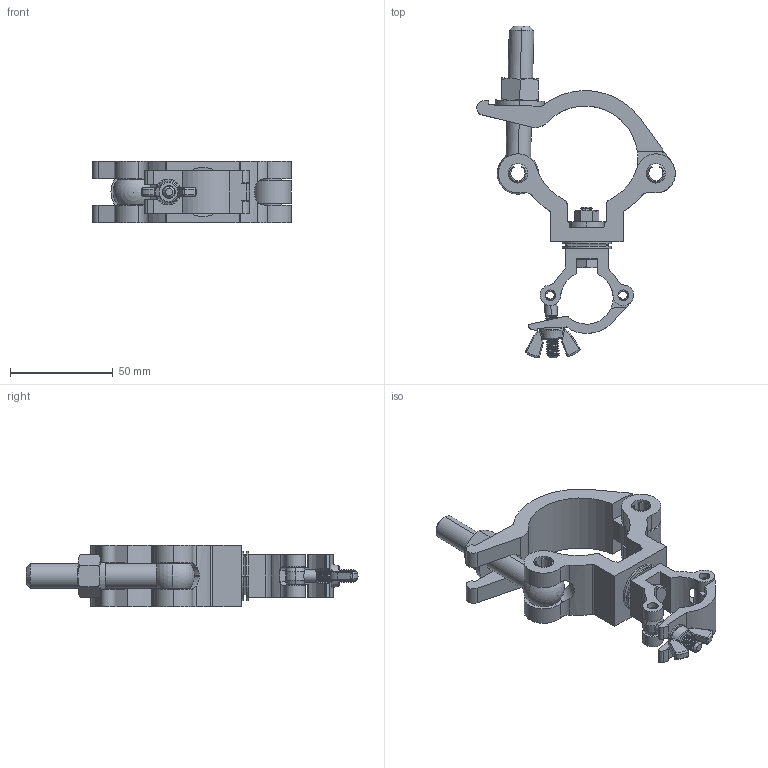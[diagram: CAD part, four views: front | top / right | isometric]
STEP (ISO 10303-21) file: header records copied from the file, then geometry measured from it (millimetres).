
FILE_DESCRIPTION (( 'STEP AP203' ), '1' );
FILE_NAME ('T63785.STEP', '2018-08-16T13:07:33', ( '' ), ( '' ), 'SwSTEP 2.0', 'SolidWorks 2016', '' );
FILE_SCHEMA (( 'CONFIG_CONTROL_DESIGN' ));
Length unit declared in the file: millimetre
Products named in the file (23): TH133; TH1748; TH566; TH257_TH384; T63785; Binx Nut_M6YELL; F772; T78005; TH571; TH2010; B Washer_Bright washer BS 4320 - M6 (Form B); TH640_TH642; F666; F880_F880 M6 Wing Nut; TH655_TH655; TH2006_TH2006 - 30MM WIDE; TH2009_21MM WIDE; TH2005_TH2005 - 30MM WIDE; T78015; Hex Screw GradeC_Doughty Fastners_ISO 4018 - M6 x 25-WS; F791; A Washer_Bright washer BS 4320 - M12 (Form A); Hex Nut Style 1 GradeAB_Doughty Fastners_Hexagon Nut ISO - 4032 - M12 - D - S
Assembly tree (25 placements, depth 3):
  T63785
    TH640_TH642
      TH2006_TH2006 - 30MM WIDE
    TH571
    Hex Screw GradeC_Doughty Fastners_ISO 4018 - M6 x 25-WS
    Binx Nut_M6YELL
    F666  x2
    TH257_TH384
      TH2005_TH2005 - 30MM WIDE
    F791  x2
    T78005
      TH566
      A Washer_Bright washer BS 4320 - M12 (Form A)
      Hex Nut Style 1 GradeAB_Doughty Fastners_Hexagon Nut ISO - 4032 - M12 - D - S
    TH655_TH655
      TH2010
    TH133
      TH2009_21MM WIDE
    T78015
      TH1748
      B Washer_Bright washer BS 4320 - M6 (Form B)
      F880_F880 M6 Wing Nut
    F772  x2
Bounding box: 96.7 x 161.64 x 29.9 mm (x, y, z)
Volume: 80001 mm3; surface area: 43730.3 mm2
Topology: 19 solids, 19 shells, 927 faces, 2197 edges, 1312 vertices
Faces by surface type: cone 316, cylinder 262, plane 159, torus 155, bspline 32, sphere 3
Entity records: 29379 total; most frequent: CARTESIAN_POINT 5997, DIRECTION 4813, ORIENTED_EDGE 4188, EDGE_CURVE 2094, AXIS2_PLACEMENT_3D 2026, VERTEX_POINT 1254, CIRCLE 1137, EDGE_LOOP 944
